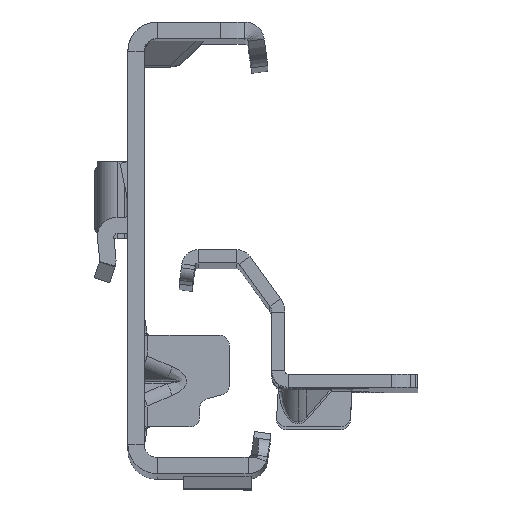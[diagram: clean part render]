
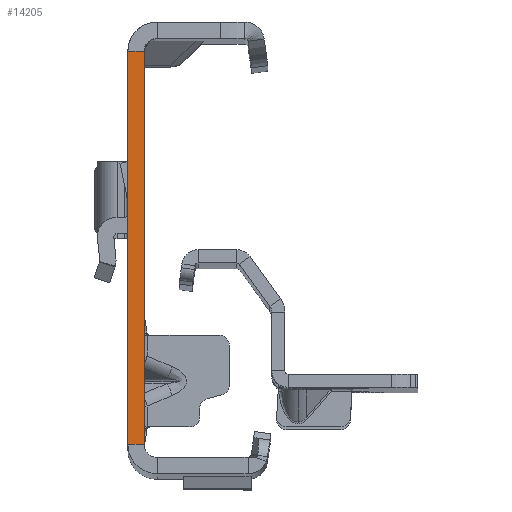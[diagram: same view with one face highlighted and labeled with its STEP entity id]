
A CAD part, top view. The second image highlights one B-rep face of the part: STEP entity #14205.
In plain terms, the highlighted planar face has unit normal (0, 0, 1).
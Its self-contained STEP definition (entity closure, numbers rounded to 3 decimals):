
#491 = ORIENTED_EDGE ( 'NONE', *, *, #13657, .F. ) ;
#2974 = AXIS2_PLACEMENT_3D ( 'NONE', #3840, #17685, #9290 ) ;
#2999 = LINE ( 'NONE', #16761, #14336 ) ;
#3840 = CARTESIAN_POINT ( 'NONE',  ( -2.5, -32., 0. ) ) ;
#3973 = CARTESIAN_POINT ( 'NONE',  ( -2.5, -30., 0. ) ) ;
#5287 = ORIENTED_EDGE ( 'NONE', *, *, #10590, .T. ) ;
#5315 = ORIENTED_EDGE ( 'NONE', *, *, #8399, .T. ) ;
#6215 = LINE ( 'NONE', #11759, #9278 ) ;
#6597 = EDGE_LOOP ( 'NONE', ( #491, #5315, #5287, #7726 ) ) ;
#6621 = LINE ( 'NONE', #11058, #9040 ) ;
#6731 = LINE ( 'NONE', #9711, #11660 ) ;
#6795 = CARTESIAN_POINT ( 'NONE',  ( 0., -30., 0. ) ) ;
#7158 = CARTESIAN_POINT ( 'NONE',  ( 0., 30., 0. ) ) ;
#7357 = VERTEX_POINT ( 'NONE', #7158 ) ;
#7726 = ORIENTED_EDGE ( 'NONE', *, *, #8650, .F. ) ;
#8357 = DIRECTION ( 'NONE',  ( -1., 0., 0. ) ) ;
#8399 = EDGE_CURVE ( 'NONE', #7357, #16846, #6731, .T. ) ;
#8650 = EDGE_CURVE ( 'NONE', #8673, #8787, #6621, .T. ) ;
#8673 = VERTEX_POINT ( 'NONE', #6795 ) ;
#8787 = VERTEX_POINT ( 'NONE', #3973 ) ;
#9040 = VECTOR ( 'NONE', #16622, 1000. ) ;
#9278 = VECTOR ( 'NONE', #17316, 1000. ) ;
#9290 = DIRECTION ( 'NONE',  ( 1., 0., 0. ) ) ;
#9711 = CARTESIAN_POINT ( 'NONE',  ( 0., 30., 0. ) ) ;
#10590 = EDGE_CURVE ( 'NONE', #16846, #8787, #2999, .T. ) ;
#10844 = PLANE ( 'NONE',  #2974 ) ;
#11026 = FACE_OUTER_BOUND ( 'NONE', #6597, .T. ) ;
#11058 = CARTESIAN_POINT ( 'NONE',  ( 0., -30., 0. ) ) ;
#11660 = VECTOR ( 'NONE', #8357, 1000. ) ;
#11759 = CARTESIAN_POINT ( 'NONE',  ( 0., -32., 0. ) ) ;
#13657 = EDGE_CURVE ( 'NONE', #7357, #8673, #6215, .T. ) ;
#13850 = DIRECTION ( 'NONE',  ( 0., -1., 0. ) ) ;
#14205 = ADVANCED_FACE ( 'NONE', ( #11026 ), #10844, .T. ) ;
#14336 = VECTOR ( 'NONE', #13850, 1000. ) ;
#16622 = DIRECTION ( 'NONE',  ( -1., 0., 0. ) ) ;
#16761 = CARTESIAN_POINT ( 'NONE',  ( -2.5, -32., 0. ) ) ;
#16846 = VERTEX_POINT ( 'NONE', #18005 ) ;
#17316 = DIRECTION ( 'NONE',  ( 0., -1., 0. ) ) ;
#17685 = DIRECTION ( 'NONE',  ( 0., 0., 1. ) ) ;
#18005 = CARTESIAN_POINT ( 'NONE',  ( -2.5, 30., 0. ) ) ;
